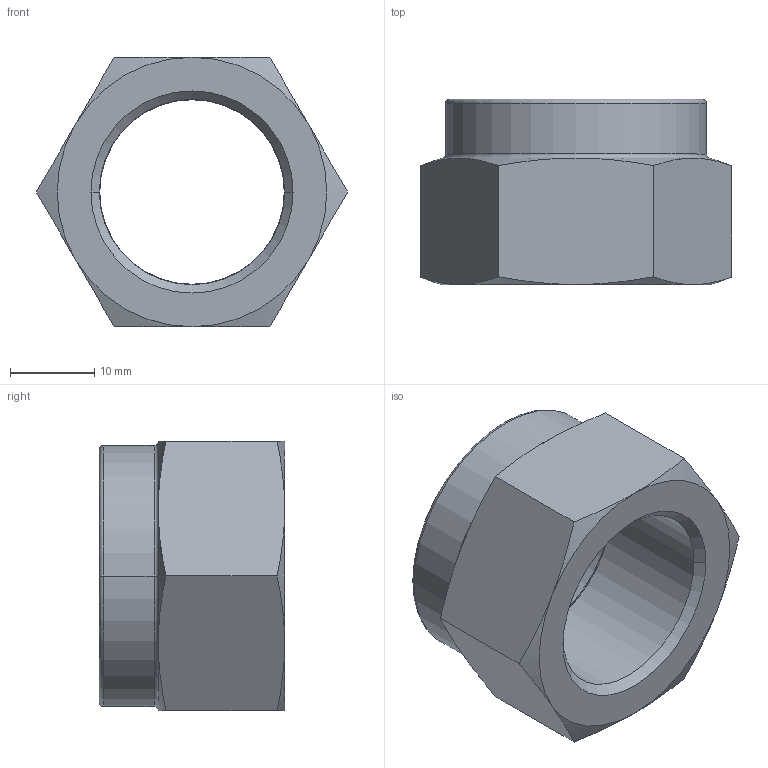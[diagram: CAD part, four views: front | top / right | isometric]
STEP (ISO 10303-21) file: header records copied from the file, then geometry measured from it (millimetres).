
FILE_DESCRIPTION((''),'2;1');
FILE_NAME('DIN_985_M22','2022-08-21T08:46:46',('Dell'),(''),'CREO PARAMETRIC BY PTC INC, 2020414','CREO PARAMETRIC BY PTC INC, 2020414','');
FILE_SCHEMA(('CONFIG_CONTROL_DESIGN'));
Length unit declared in the file: millimetre
Products named in the file (1): DIN_985_M22
Bounding box: 36.95 x 22 x 32 mm (x, y, z)
Volume: 10117.4 mm3; surface area: 5040.2 mm2
Topology: 1 solids, 1 shells, 43 faces, 93 edges, 56 vertices
Faces by surface type: cone 18, plane 11, cylinder 8, torus 6
Entity records: 1328 total; most frequent: CARTESIAN_POINT 353, DIRECTION 205, ORIENTED_EDGE 184, AXIS2_PLACEMENT_3D 92, EDGE_CURVE 92, VERTEX_POINT 54, EDGE_LOOP 48, CIRCLE 48
